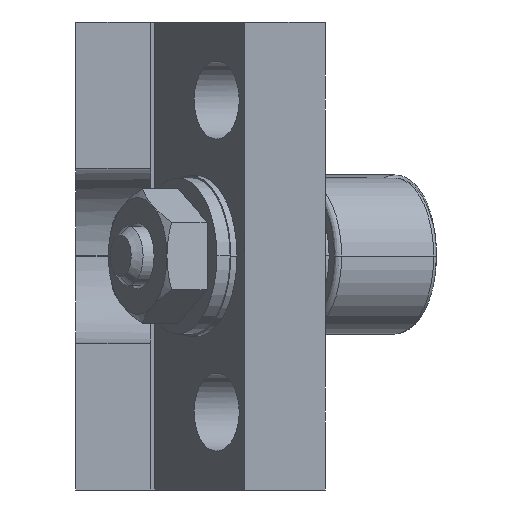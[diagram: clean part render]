
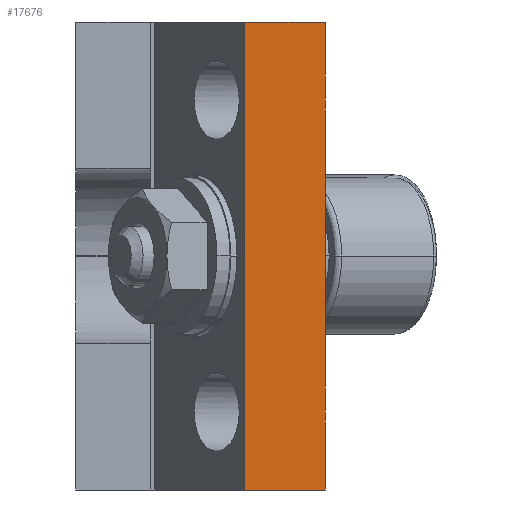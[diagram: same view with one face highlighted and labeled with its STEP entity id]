
A CAD part, left-side view. The second image highlights one B-rep face of the part: STEP entity #17676.
In plain terms, the highlighted planar face has unit normal (-1, 0, 0).
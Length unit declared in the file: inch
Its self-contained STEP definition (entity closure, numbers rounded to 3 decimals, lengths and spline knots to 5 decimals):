
#656 = EDGE_CURVE ( 'NONE', #18290, #3621, #15573, .T. ) ;
#705 = VECTOR ( 'NONE', #5138, 39.37008 ) ;
#719 = DIRECTION ( 'NONE',  ( -1., 0., 0. ) ) ;
#814 = PLANE ( 'NONE',  #5585 ) ;
#2025 = CARTESIAN_POINT ( 'NONE',  ( -1., -0.113, -0.75 ) ) ;
#2072 = VECTOR ( 'NONE', #13759, 39.37008 ) ;
#2627 = ORIENTED_EDGE ( 'NONE', *, *, #3875, .F. ) ;
#2696 = VECTOR ( 'NONE', #13134, 39.37008 ) ;
#3621 = VERTEX_POINT ( 'NONE', #8447 ) ;
#3875 = EDGE_CURVE ( 'NONE', #18290, #10972, #11281, .T. ) ;
#4343 = VECTOR ( 'NONE', #14670, 39.37008 ) ;
#4487 = CARTESIAN_POINT ( 'NONE',  ( -1., -0.113, 0.75 ) ) ;
#4641 = CARTESIAN_POINT ( 'NONE',  ( -1., -0.113, -0.75 ) ) ;
#5138 = DIRECTION ( 'NONE',  ( 0., 0., 1. ) ) ;
#5585 = AXIS2_PLACEMENT_3D ( 'NONE', #2025, #719, #6160 ) ;
#5814 = ORIENTED_EDGE ( 'NONE', *, *, #656, .T. ) ;
#6160 = DIRECTION ( 'NONE',  ( 0., -1., 0. ) ) ;
#7421 = ORIENTED_EDGE ( 'NONE', *, *, #17192, .T. ) ;
#8447 = CARTESIAN_POINT ( 'NONE',  ( -1., -0.113, -0.75 ) ) ;
#9047 = EDGE_CURVE ( 'NONE', #10972, #11167, #10362, .T. ) ;
#10362 = LINE ( 'NONE', #16377, #2696 ) ;
#10380 = FACE_OUTER_BOUND ( 'NONE', #11686, .T. ) ;
#10445 = LINE ( 'NONE', #4641, #4343 ) ;
#10972 = VERTEX_POINT ( 'NONE', #11709 ) ;
#11167 = VERTEX_POINT ( 'NONE', #4487 ) ;
#11281 = LINE ( 'NONE', #16418, #705 ) ;
#11686 = EDGE_LOOP ( 'NONE', ( #12754, #2627, #5814, #7421 ) ) ;
#11709 = CARTESIAN_POINT ( 'NONE',  ( -1., 0.145, 0.75 ) ) ;
#12550 = CARTESIAN_POINT ( 'NONE',  ( -1., -0.113, -0.75 ) ) ;
#12754 = ORIENTED_EDGE ( 'NONE', *, *, #9047, .F. ) ;
#13134 = DIRECTION ( 'NONE',  ( 0., -1., 0. ) ) ;
#13759 = DIRECTION ( 'NONE',  ( 0., -1., 0. ) ) ;
#14670 = DIRECTION ( 'NONE',  ( 0., 0., 1. ) ) ;
#14997 = CARTESIAN_POINT ( 'NONE',  ( -1., 0.145, -0.75 ) ) ;
#15573 = LINE ( 'NONE', #12550, #2072 ) ;
#16377 = CARTESIAN_POINT ( 'NONE',  ( -1., -0.113, 0.75 ) ) ;
#16418 = CARTESIAN_POINT ( 'NONE',  ( -1., 0.145, -0.75 ) ) ;
#17192 = EDGE_CURVE ( 'NONE', #3621, #11167, #10445, .T. ) ;
#17676 = ADVANCED_FACE ( 'NONE', ( #10380 ), #814, .T. ) ;
#18290 = VERTEX_POINT ( 'NONE', #14997 ) ;
